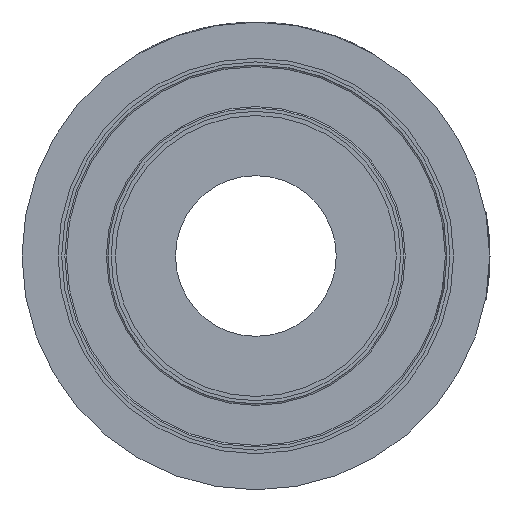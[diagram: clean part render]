
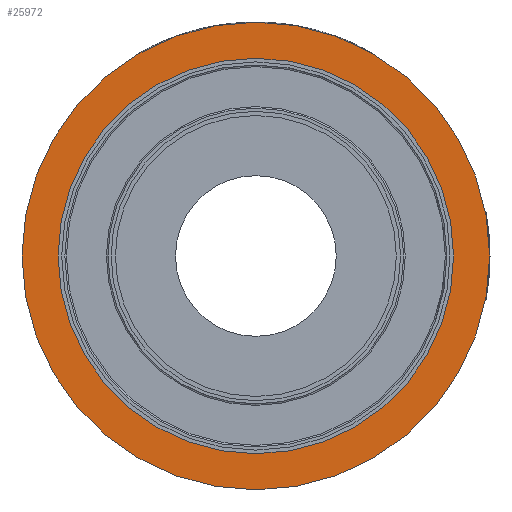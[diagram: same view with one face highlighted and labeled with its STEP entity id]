
A CAD part, front view. The second image highlights one B-rep face of the part: STEP entity #25972.
In plain terms, the highlighted planar face has unit normal (0, -1, 0).
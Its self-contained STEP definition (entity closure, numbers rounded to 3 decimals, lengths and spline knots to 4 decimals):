
#121=FACE_BOUND('',#6781,.T.);
#403=PLANE('',#27421);
#5322=FACE_OUTER_BOUND('',#6780,.T.);
#6780=EDGE_LOOP('',(#19113,#19114));
#6781=EDGE_LOOP('',(#19115,#19116));
#7982=CIRCLE('',#27355,1.49);
#7983=CIRCLE('',#27356,1.49);
#8023=CIRCLE('',#27422,1.26);
#8024=CIRCLE('',#27423,1.26);
#10789=VERTEX_POINT('',#43468);
#10790=VERTEX_POINT('',#43469);
#10832=VERTEX_POINT('',#43695);
#10833=VERTEX_POINT('',#43696);
#13808=EDGE_CURVE('',#10789,#10790,#7982,.T.);
#13809=EDGE_CURVE('',#10790,#10789,#7983,.T.);
#13863=EDGE_CURVE('',#10832,#10833,#8023,.T.);
#13864=EDGE_CURVE('',#10833,#10832,#8024,.T.);
#19113=ORIENTED_EDGE('',*,*,#13808,.T.);
#19114=ORIENTED_EDGE('',*,*,#13809,.T.);
#19115=ORIENTED_EDGE('',*,*,#13863,.F.);
#19116=ORIENTED_EDGE('',*,*,#13864,.F.);
#25972=ADVANCED_FACE('',(#5322,#121),#403,.T.);
#27355=AXIS2_PLACEMENT_3D('',#43470,#29898,#29899);
#27356=AXIS2_PLACEMENT_3D('',#43471,#29900,#29901);
#27421=AXIS2_PLACEMENT_3D('',#43694,#30038,#30039);
#27422=AXIS2_PLACEMENT_3D('',#43697,#30040,#30041);
#27423=AXIS2_PLACEMENT_3D('',#43698,#30042,#30043);
#29898=DIRECTION('center_axis',(0.,-1.,0.));
#29899=DIRECTION('ref_axis',(1.,0.,0.));
#29900=DIRECTION('center_axis',(0.,-1.,0.));
#29901=DIRECTION('ref_axis',(1.,0.,0.));
#30038=DIRECTION('center_axis',(0.,-1.,0.));
#30039=DIRECTION('ref_axis',(0.,0.,-1.));
#30040=DIRECTION('center_axis',(0.,-1.,0.));
#30041=DIRECTION('ref_axis',(1.,0.,0.));
#30042=DIRECTION('center_axis',(0.,-1.,0.));
#30043=DIRECTION('ref_axis',(1.,0.,0.));
#43468=CARTESIAN_POINT('',(1.49,0.,0.));
#43469=CARTESIAN_POINT('',(-1.49,0.,0.));
#43470=CARTESIAN_POINT('Origin',(0.,0.,
0.));
#43471=CARTESIAN_POINT('Origin',(0.,0.,
0.));
#43694=CARTESIAN_POINT('Origin',(1.26,0.,0.));
#43695=CARTESIAN_POINT('',(1.26,0.,0.));
#43696=CARTESIAN_POINT('',(-1.26,0.,0.));
#43697=CARTESIAN_POINT('Origin',(0.,0.,
0.));
#43698=CARTESIAN_POINT('Origin',(0.,0.,
0.));
